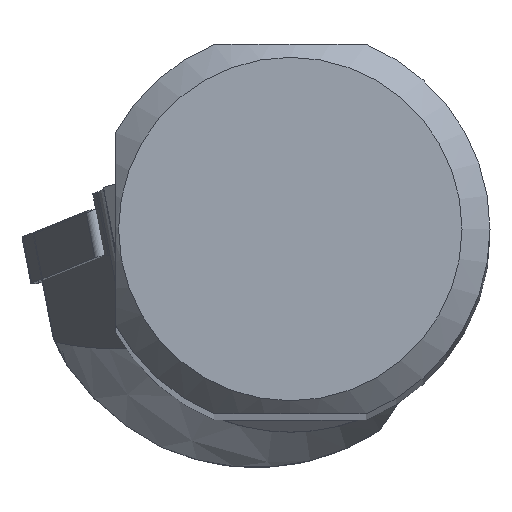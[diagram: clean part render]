
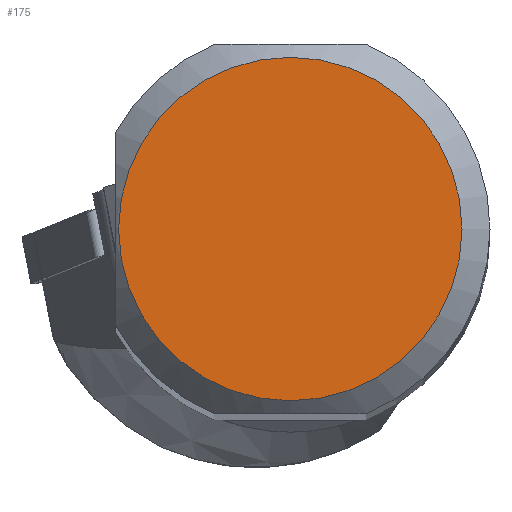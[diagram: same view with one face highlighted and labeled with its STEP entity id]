
A CAD part, top view. The second image highlights one B-rep face of the part: STEP entity #175.
In plain terms, the highlighted planar face has unit normal (0, 0, 1).
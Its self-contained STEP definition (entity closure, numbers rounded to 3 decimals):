
#121=PLANE('',#871);
#175=ADVANCED_FACE('',(#230),#121,.F.);
#230=FACE_OUTER_BOUND('',#271,.T.);
#271=EDGE_LOOP('',(#440));
#321=CIRCLE('',#857,17.2);
#440=ORIENTED_EDGE('',*,*,#671,.T.);
#592=VERTEX_POINT('',#1274);
#671=EDGE_CURVE('',#592,#592,#321,.T.);
#857=AXIS2_PLACEMENT_3D('',#1273,#1000,#1001);
#871=AXIS2_PLACEMENT_3D('',#1344,#1033,#1034);
#1000=DIRECTION('',(0.,0.,1.));
#1001=DIRECTION('',(0.,-1.,0.));
#1033=DIRECTION('',(0.,0.,-1.));
#1034=DIRECTION('',(0.,-1.,0.));
#1273=CARTESIAN_POINT('',(0.,0.,0.));
#1274=CARTESIAN_POINT('',(0.,-17.2,0.));
#1344=CARTESIAN_POINT('',(0.,0.,0.));
